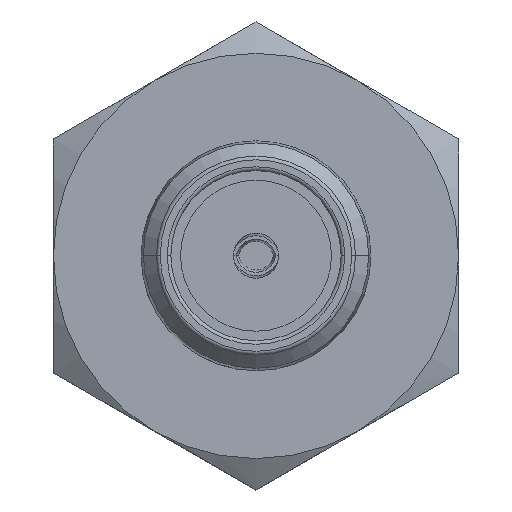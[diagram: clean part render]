
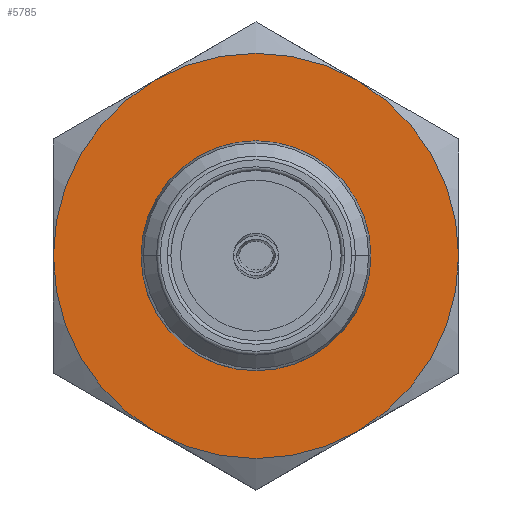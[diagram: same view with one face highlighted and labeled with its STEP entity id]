
A CAD part, top view. The second image highlights one B-rep face of the part: STEP entity #5785.
In plain terms, the highlighted planar face has unit normal (0, 0, 1).
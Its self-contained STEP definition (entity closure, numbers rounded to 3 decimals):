
#148 = EDGE_LOOP ( 'NONE', ( #4510, #2896 ) ) ;
#278 = CIRCLE ( 'NONE', #3518, 5.5 ) ;
#318 = VERTEX_POINT ( 'NONE', #4292 ) ;
#322 = FACE_BOUND ( 'NONE', #148, .T. ) ;
#480 = CARTESIAN_POINT ( 'NONE',  ( -2.75, 4.763, -5.6 ) ) ;
#522 = ORIENTED_EDGE ( 'NONE', *, *, #8248, .T. ) ;
#533 = AXIS2_PLACEMENT_3D ( 'NONE', #3419, #8319, #4110 ) ;
#723 = CARTESIAN_POINT ( 'NONE',  ( 0., 0., -5.6 ) ) ;
#801 = CIRCLE ( 'NONE', #8148, 5.5 ) ;
#809 = EDGE_LOOP ( 'NONE', ( #4668, #7767, #2887, #7956, #522, #2137 ) ) ;
#829 = DIRECTION ( 'NONE',  ( 0., 0., -1. ) ) ;
#1385 = CARTESIAN_POINT ( 'NONE',  ( 0., 0., -5.6 ) ) ;
#1424 = DIRECTION ( 'NONE',  ( 1., 0., 0. ) ) ;
#1732 = CARTESIAN_POINT ( 'NONE',  ( 0., 0., -5.6 ) ) ;
#1872 = CIRCLE ( 'NONE', #7238, 5.5 ) ;
#1887 = CARTESIAN_POINT ( 'NONE',  ( 2.9, 0., -5.6 ) ) ;
#2094 = CARTESIAN_POINT ( 'NONE',  ( 0., 2.7, -5.6 ) ) ;
#2095 = DIRECTION ( 'NONE',  ( -1., 0., 0. ) ) ;
#2137 = ORIENTED_EDGE ( 'NONE', *, *, #3677, .T. ) ;
#2195 = DIRECTION ( 'NONE',  ( 0., 0., 1. ) ) ;
#2223 = VERTEX_POINT ( 'NONE', #3797 ) ;
#2264 = CARTESIAN_POINT ( 'NONE',  ( 0., 0., -5.6 ) ) ;
#2337 = CARTESIAN_POINT ( 'NONE',  ( 0., 0., -5.6 ) ) ;
#2428 = CIRCLE ( 'NONE', #533, 5.5 ) ;
#2430 = DIRECTION ( 'NONE',  ( 1., 0., 0. ) ) ;
#2720 = CARTESIAN_POINT ( 'NONE',  ( -5.5, 0., -5.6 ) ) ;
#2785 = DIRECTION ( 'NONE',  ( -1., 0., 0. ) ) ;
#2887 = ORIENTED_EDGE ( 'NONE', *, *, #7693, .T. ) ;
#2896 = ORIENTED_EDGE ( 'NONE', *, *, #3907, .T. ) ;
#2936 = CIRCLE ( 'NONE', #3225, 5.5 ) ;
#2946 = DIRECTION ( 'NONE',  ( 1., 0., 0. ) ) ;
#3028 = DIRECTION ( 'NONE',  ( 1., 0., 0. ) ) ;
#3225 = AXIS2_PLACEMENT_3D ( 'NONE', #2264, #7145, #2946 ) ;
#3371 = VERTEX_POINT ( 'NONE', #480 ) ;
#3419 = CARTESIAN_POINT ( 'NONE',  ( 0., 0., -5.6 ) ) ;
#3490 = CIRCLE ( 'NONE', #6903, 2.9 ) ;
#3518 = AXIS2_PLACEMENT_3D ( 'NONE', #6365, #2195, #7084 ) ;
#3677 = EDGE_CURVE ( 'NONE', #7541, #5652, #2428, .T. ) ;
#3797 = CARTESIAN_POINT ( 'NONE',  ( 2.75, 4.763, -5.6 ) ) ;
#3812 = CARTESIAN_POINT ( 'NONE',  ( -2.75, -4.763, -5.6 ) ) ;
#3907 = EDGE_CURVE ( 'NONE', #7806, #318, #5812, .T. ) ;
#4009 = CIRCLE ( 'NONE', #7160, 5.5 ) ;
#4110 = DIRECTION ( 'NONE',  ( 1., 0., 0. ) ) ;
#4292 = CARTESIAN_POINT ( 'NONE',  ( -2.9, 0., -5.6 ) ) ;
#4510 = ORIENTED_EDGE ( 'NONE', *, *, #6024, .T. ) ;
#4583 = CARTESIAN_POINT ( 'NONE',  ( 5.5, 0., -5.6 ) ) ;
#4668 = ORIENTED_EDGE ( 'NONE', *, *, #6718, .T. ) ;
#4748 = CARTESIAN_POINT ( 'NONE',  ( 2.75, -4.763, -5.6 ) ) ;
#5015 = CARTESIAN_POINT ( 'NONE',  ( 0., 0., -5.6 ) ) ;
#5080 = EDGE_CURVE ( 'NONE', #2223, #3371, #278, .T. ) ;
#5547 = VERTEX_POINT ( 'NONE', #3812 ) ;
#5625 = DIRECTION ( 'NONE',  ( 0., 0., 1. ) ) ;
#5652 = VERTEX_POINT ( 'NONE', #4583 ) ;
#5706 = FACE_OUTER_BOUND ( 'NONE', #809, .T. ) ;
#5734 = DIRECTION ( 'NONE',  ( -1., 0., 0. ) ) ;
#5758 = VERTEX_POINT ( 'NONE', #2720 ) ;
#5785 = ADVANCED_FACE ( 'NONE', ( #322, #5706 ), #6203, .F. ) ;
#5812 = CIRCLE ( 'NONE', #8997, 2.9 ) ;
#6024 = EDGE_CURVE ( 'NONE', #318, #7806, #3490, .T. ) ;
#6203 = PLANE ( 'NONE',  #8964 ) ;
#6266 = DIRECTION ( 'NONE',  ( 0., 0., -1. ) ) ;
#6365 = CARTESIAN_POINT ( 'NONE',  ( 0., 0., -5.6 ) ) ;
#6539 = EDGE_CURVE ( 'NONE', #5758, #5547, #4009, .T. ) ;
#6601 = DIRECTION ( 'NONE',  ( 0., 0., 1. ) ) ;
#6718 = EDGE_CURVE ( 'NONE', #5652, #2223, #2936, .T. ) ;
#6903 = AXIS2_PLACEMENT_3D ( 'NONE', #1385, #6266, #2095 ) ;
#6975 = DIRECTION ( 'NONE',  ( 0., 0., -1. ) ) ;
#7084 = DIRECTION ( 'NONE',  ( 1., 0., 0. ) ) ;
#7145 = DIRECTION ( 'NONE',  ( 0., 0., 1. ) ) ;
#7160 = AXIS2_PLACEMENT_3D ( 'NONE', #723, #5625, #1424 ) ;
#7217 = DIRECTION ( 'NONE',  ( 0., 0., 1. ) ) ;
#7238 = AXIS2_PLACEMENT_3D ( 'NONE', #2337, #7217, #3028 ) ;
#7541 = VERTEX_POINT ( 'NONE', #4748 ) ;
#7693 = EDGE_CURVE ( 'NONE', #3371, #5758, #801, .T. ) ;
#7767 = ORIENTED_EDGE ( 'NONE', *, *, #5080, .T. ) ;
#7806 = VERTEX_POINT ( 'NONE', #1887 ) ;
#7956 = ORIENTED_EDGE ( 'NONE', *, *, #6539, .T. ) ;
#8148 = AXIS2_PLACEMENT_3D ( 'NONE', #1732, #6601, #2430 ) ;
#8248 = EDGE_CURVE ( 'NONE', #5547, #7541, #1872, .T. ) ;
#8319 = DIRECTION ( 'NONE',  ( 0., 0., 1. ) ) ;
#8964 = AXIS2_PLACEMENT_3D ( 'NONE', #2094, #6975, #2785 ) ;
#8997 = AXIS2_PLACEMENT_3D ( 'NONE', #5015, #829, #5734 ) ;
